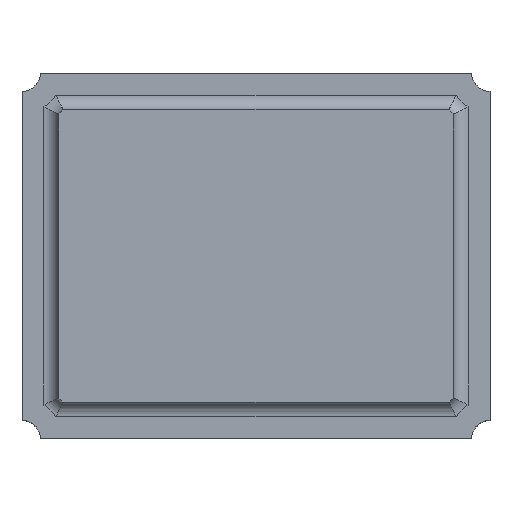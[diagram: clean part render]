
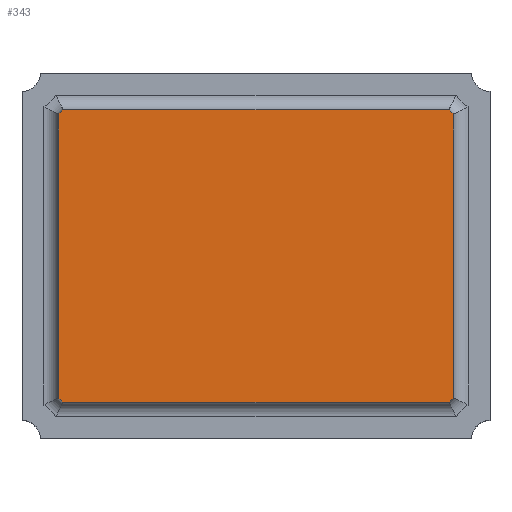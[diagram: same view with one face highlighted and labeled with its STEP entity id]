
A CAD part, top view. The second image highlights one B-rep face of the part: STEP entity #343.
In plain terms, the highlighted planar face has unit normal (0, 0, 1).
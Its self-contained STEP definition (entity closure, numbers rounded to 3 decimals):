
#25=PLANE('',#393);
#28=LINE('',#551,#52);
#29=LINE('',#573,#53);
#31=LINE('',#611,#55);
#33=LINE('',#648,#57);
#52=VECTOR('',#409,10.);
#53=VECTOR('',#418,10.);
#55=VECTOR('',#428,10.);
#57=VECTOR('',#438,10.);
#100=FACE_OUTER_BOUND('',#120,.T.);
#120=EDGE_LOOP('',(#306,#307,#308,#309,#310,#311,#312,#313));
#131=CIRCLE('',#362,0.375);
#133=CIRCLE('',#366,0.375);
#134=CIRCLE('',#369,0.375);
#136=CIRCLE('',#373,0.375);
#148=VERTEX_POINT('',#502);
#149=VERTEX_POINT('',#517);
#151=VERTEX_POINT('',#536);
#153=VERTEX_POINT('',#555);
#154=VERTEX_POINT('',#572);
#156=VERTEX_POINT('',#591);
#158=VERTEX_POINT('',#610);
#160=VERTEX_POINT('',#629);
#180=EDGE_CURVE('',#149,#148,#131,.T.);
#184=EDGE_CURVE('',#148,#151,#28,.T.);
#187=EDGE_CURVE('',#151,#153,#133,.T.);
#188=EDGE_CURVE('',#153,#154,#29,.T.);
#191=EDGE_CURVE('',#154,#156,#134,.T.);
#194=EDGE_CURVE('',#156,#158,#31,.T.);
#197=EDGE_CURVE('',#158,#160,#136,.T.);
#200=EDGE_CURVE('',#160,#149,#33,.T.);
#306=ORIENTED_EDGE('',*,*,#180,.T.);
#307=ORIENTED_EDGE('',*,*,#184,.T.);
#308=ORIENTED_EDGE('',*,*,#187,.T.);
#309=ORIENTED_EDGE('',*,*,#188,.T.);
#310=ORIENTED_EDGE('',*,*,#191,.T.);
#311=ORIENTED_EDGE('',*,*,#194,.T.);
#312=ORIENTED_EDGE('',*,*,#197,.T.);
#313=ORIENTED_EDGE('',*,*,#200,.T.);
#343=ADVANCED_FACE('',(#100),#25,.T.);
#362=AXIS2_PLACEMENT_3D('',#518,#404,#405);
#366=AXIS2_PLACEMENT_3D('',#570,#414,#415);
#369=AXIS2_PLACEMENT_3D('',#592,#422,#423);
#373=AXIS2_PLACEMENT_3D('',#630,#432,#433);
#393=AXIS2_PLACEMENT_3D('',#699,#490,#491);
#404=DIRECTION('center_axis',(0.,0.,-1.));
#405=DIRECTION('ref_axis',(-0.745,-0.667,0.));
#409=DIRECTION('',(-1.,0.,0.));
#414=DIRECTION('center_axis',(0.,0.,-1.));
#415=DIRECTION('ref_axis',(0.667,-0.745,0.));
#418=DIRECTION('',(0.,-1.,0.));
#422=DIRECTION('center_axis',(0.,0.,-1.));
#423=DIRECTION('ref_axis',(0.745,0.667,0.));
#428=DIRECTION('',(1.,0.,0.));
#432=DIRECTION('center_axis',(0.,0.,-1.));
#433=DIRECTION('ref_axis',(-0.667,0.745,0.));
#438=DIRECTION('',(0.,1.,0.));
#490=DIRECTION('center_axis',(0.,0.,1.));
#491=DIRECTION('ref_axis',(1.,0.,0.));
#502=CARTESIAN_POINT('',(2.92,2.25,0.8));
#517=CARTESIAN_POINT('',(2.95,2.22,0.8));
#518=CARTESIAN_POINT('Origin',(3.2,2.5,0.8));
#536=CARTESIAN_POINT('',(0.28,2.25,0.8));
#551=CARTESIAN_POINT('',(2.26,2.25,0.8));
#555=CARTESIAN_POINT('',(0.25,2.22,0.8));
#570=CARTESIAN_POINT('Origin',(0.,2.5,0.8));
#572=CARTESIAN_POINT('',(0.25,0.28,0.8));
#573=CARTESIAN_POINT('',(0.25,1.735,0.8));
#591=CARTESIAN_POINT('',(0.28,0.25,0.8));
#592=CARTESIAN_POINT('Origin',(0.,0.,
0.8));
#610=CARTESIAN_POINT('',(2.92,0.25,0.8));
#611=CARTESIAN_POINT('',(0.94,0.25,0.8));
#629=CARTESIAN_POINT('',(2.95,0.28,0.8));
#630=CARTESIAN_POINT('Origin',(3.2,0.,0.8));
#648=CARTESIAN_POINT('',(2.95,0.765,0.8));
#699=CARTESIAN_POINT('Origin',(1.6,1.25,0.8));
